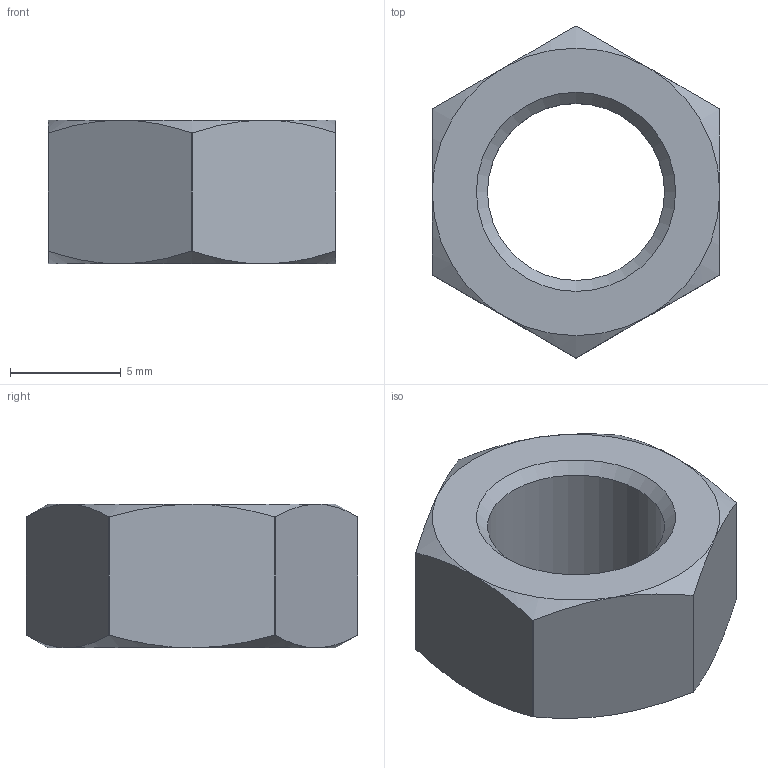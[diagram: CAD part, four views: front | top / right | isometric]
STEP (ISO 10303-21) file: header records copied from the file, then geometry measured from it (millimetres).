
FILE_DESCRIPTION(('FreeCAD Model'),'2;1');
FILE_NAME('ISO4032_Hex_Nut_M8.step', '2014-10-10T16:54:00',('FreeCAD'),('FreeCAD'), 'Open CASCADE STEP processor 6.7','FreeCAD','Unknown');
FILE_SCHEMA(('AUTOMOTIVE_DESIGN_CC2 { 1 2 10303 214 -1 1 5 4 }'));
Length unit declared in the file: millimetre
Products named in the file (1): Chamfer
Bounding box: 13 x 15 x 6.5 mm (x, y, z)
Volume: 613.3 mm3; surface area: 620.4 mm2
Topology: 1 solids, 1 shells, 29 faces, 69 edges, 42 vertices
Faces by surface type: cone 14, plane 8, cylinder 7
Full cylindrical faces by diameter (mm): 8 x1
Entity records: 1887 total; most frequent: CARTESIAN_POINT 563, DIRECTION 243, ORIENTED_EDGE 138, PCURVE 138, DEFINITIONAL_REPRESENTATION 138, AXIS2_PLACEMENT_3D 84, EDGE_CURVE 69, SURFACE_CURVE 66
